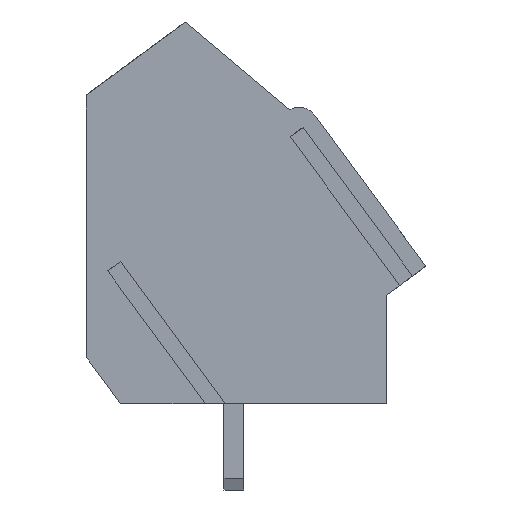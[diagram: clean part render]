
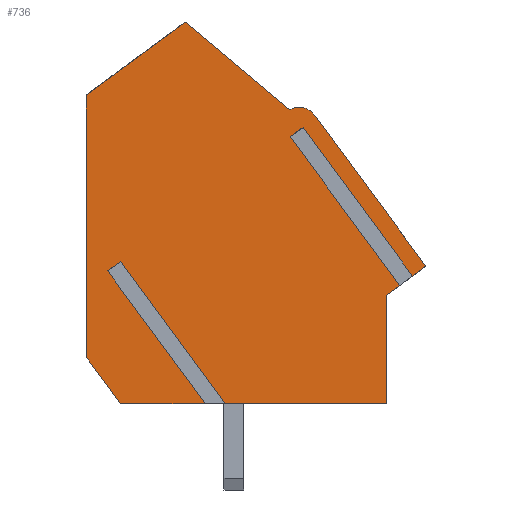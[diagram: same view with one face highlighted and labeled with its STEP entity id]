
A CAD part, left-side view. The second image highlights one B-rep face of the part: STEP entity #736.
In plain terms, the highlighted planar face has unit normal (-1, 0, 0).
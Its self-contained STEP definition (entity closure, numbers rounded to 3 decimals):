
#736=ADVANCED_FACE('',(#3773),#3775,.T.);
#3773=FACE_BOUND('',#3774,.T.);
#3774=EDGE_LOOP('',(#6299,#6300,#6301,#6302,#6303,#6304,#6305,#6306,#6307,#6308,
#6309,#6310,#6311,#6312,#6313,#6314,#6315));
#3775=PLANE('',#3776);
#3776=AXIS2_PLACEMENT_3D('',#3777,#3778,#3779);
#3777=CARTESIAN_POINT('',(-2.5,0.,0.));
#3778=DIRECTION('',(-1.,0.,0.));
#3779=DIRECTION('',(0.,0.,-1.));
#6299=ORIENTED_EDGE('',*,*,#8101,.T.);
#6300=ORIENTED_EDGE('',*,*,#8102,.T.);
#6301=ORIENTED_EDGE('',*,*,#8103,.T.);
#6302=ORIENTED_EDGE('',*,*,#8056,.T.);
#6303=ORIENTED_EDGE('',*,*,#8104,.T.);
#6304=ORIENTED_EDGE('',*,*,#8105,.T.);
#6305=ORIENTED_EDGE('',*,*,#8106,.T.);
#6306=ORIENTED_EDGE('',*,*,#8100,.T.);
#6307=ORIENTED_EDGE('',*,*,#8107,.T.);
#6308=ORIENTED_EDGE('',*,*,#8108,.T.);
#6309=ORIENTED_EDGE('',*,*,#8109,.T.);
#6310=ORIENTED_EDGE('',*,*,#8110,.T.);
#6311=ORIENTED_EDGE('',*,*,#8111,.T.);
#6312=ORIENTED_EDGE('',*,*,#8112,.T.);
#6313=ORIENTED_EDGE('',*,*,#8113,.T.);
#6314=ORIENTED_EDGE('',*,*,#8114,.T.);
#6315=ORIENTED_EDGE('',*,*,#8115,.T.);
#8056=EDGE_CURVE('',#8949,#8947,#8950,.T.);
#8100=EDGE_CURVE('',#8942,#9035,#9037,.T.);
#8101=EDGE_CURVE('',#9038,#9039,#9040,.F.);
#8102=EDGE_CURVE('',#9039,#9041,#9042,.T.);
#8103=EDGE_CURVE('',#9041,#8949,#9043,.T.);
#8104=EDGE_CURVE('',#8947,#9044,#9045,.F.);
#8105=EDGE_CURVE('',#9044,#9046,#9047,.T.);
#8106=EDGE_CURVE('',#9046,#8942,#9048,.F.);
#8107=EDGE_CURVE('',#9035,#9049,#9050,.T.);
#8108=EDGE_CURVE('',#9049,#9051,#9052,.T.);
#8109=EDGE_CURVE('',#9051,#9053,#9054,.T.);
#8110=EDGE_CURVE('',#9053,#9055,#9056,.T.);
#8111=EDGE_CURVE('',#9055,#9057,#9058,.T.);
#8112=EDGE_CURVE('',#9057,#9059,#9060,.T.);
#8113=EDGE_CURVE('',#9059,#9061,#9062,.T.);
#8114=EDGE_CURVE('',#9061,#9063,#9064,.F.);
#8115=EDGE_CURVE('',#9063,#9038,#9065,.T.);
#8942=VERTEX_POINT('',#10411);
#8947=VERTEX_POINT('',#10420);
#8949=VERTEX_POINT('',#10424);
#8950=LINE('',#10425,#10426);
#9035=VERTEX_POINT('',#10596);
#9037=LINE('',#10600,#10601);
#9038=VERTEX_POINT('',#10603);
#9039=VERTEX_POINT('',#10604);
#9040=LINE('',#10605,#10606);
#9041=VERTEX_POINT('',#10608);
#9042=LINE('',#10609,#10610);
#9043=LINE('',#10612,#10613);
#9044=VERTEX_POINT('',#10615);
#9045=LINE('',#10616,#10617);
#9046=VERTEX_POINT('',#10619);
#9047=LINE('',#10620,#10621);
#9048=LINE('',#10623,#10624);
#9049=VERTEX_POINT('',#10626);
#9050=LINE('',#10627,#10628);
#9051=VERTEX_POINT('',#10630);
#9052=CIRCLE('',#10631,0.8);
#9053=VERTEX_POINT('',#10635);
#9054=LINE('',#10636,#10637);
#9055=VERTEX_POINT('',#10639);
#9056=LINE('',#10640,#10641);
#9057=VERTEX_POINT('',#10643);
#9058=LINE('',#10644,#10645);
#9059=VERTEX_POINT('',#10647);
#9060=LINE('',#10648,#10649);
#9061=VERTEX_POINT('',#10651);
#9062=LINE('',#10652,#10653);
#9063=VERTEX_POINT('',#10655);
#9064=LINE('',#10656,#10657);
#9065=LINE('',#10659,#10660);
#10411=CARTESIAN_POINT('',(-2.5,-7.256,5.185));
#10420=CARTESIAN_POINT('',(-2.5,-6.732,4.8));
#10424=CARTESIAN_POINT('',(-2.5,-6.189,4.4));
#10425=CARTESIAN_POINT('',(-2.5,-6.189,4.4));
#10426=VECTOR('',#10427,1.);
#10427=DIRECTION('',(0.,-0.806,0.592));
#10596=CARTESIAN_POINT('',(-2.5,-7.8,5.585));
#10600=CARTESIAN_POINT('',(-2.5,-7.256,5.185));
#10601=VECTOR('',#10602,1.);
#10602=DIRECTION('',(0.,-0.806,0.592));
#10603=CARTESIAN_POINT('',(-2.5,4.599,5.778));
#10604=CARTESIAN_POINT('',(-2.5,0.351,0.));
#10605=CARTESIAN_POINT('',(-2.5,0.351,0.));
#10606=VECTOR('',#10607,1.);
#10607=DIRECTION('',(0.,0.592,0.806));
#10608=CARTESIAN_POINT('',(-2.5,-6.189,0.));
#10609=CARTESIAN_POINT('',(-2.5,0.351,0.));
#10610=VECTOR('',#10611,1.);
#10611=DIRECTION('',(0.,-1.,0.));
#10612=CARTESIAN_POINT('',(-2.5,-6.189,0.));
#10613=VECTOR('',#10614,1.);
#10614=DIRECTION('',(0.,0.,1.));
#10615=CARTESIAN_POINT('',(-2.5,-2.29,10.843));
#10616=CARTESIAN_POINT('',(-2.5,-2.29,10.843));
#10617=VECTOR('',#10618,1.);
#10618=DIRECTION('',(0.,-0.592,-0.806));
#10619=CARTESIAN_POINT('',(-2.5,-2.814,11.228));
#10620=CARTESIAN_POINT('',(-2.5,-2.29,10.843));
#10621=VECTOR('',#10622,1.);
#10622=DIRECTION('',(0.,-0.806,0.592));
#10623=CARTESIAN_POINT('',(-2.5,-7.256,5.185));
#10624=VECTOR('',#10625,1.);
#10625=DIRECTION('',(0.,0.592,0.806));
#10626=CARTESIAN_POINT('',(-2.5,-3.295,11.713));
#10627=CARTESIAN_POINT('',(-2.5,-7.8,5.585));
#10628=VECTOR('',#10629,1.);
#10629=DIRECTION('',(0.,0.592,0.806));
#10630=CARTESIAN_POINT('',(-2.5,-2.261,11.938));
#10631=AXIS2_PLACEMENT_3D('',#10632,#10633,#10634);
#10632=CARTESIAN_POINT('',(-2.5,-2.65,11.239));
#10633=DIRECTION('',(-1.,-0.,-0.));
#10634=DIRECTION('',(0.,-0.806,0.592));
#10635=CARTESIAN_POINT('',(-2.5,1.971,15.5));
#10636=CARTESIAN_POINT('',(-2.5,-2.261,11.938));
#10637=VECTOR('',#10638,1.);
#10638=DIRECTION('',(0.,0.765,0.644));
#10639=CARTESIAN_POINT('',(-2.5,6.,12.538));
#10640=CARTESIAN_POINT('',(-2.5,1.971,15.5));
#10641=VECTOR('',#10642,1.);
#10642=DIRECTION('',(0.,0.806,-0.592));
#10643=CARTESIAN_POINT('',(-2.5,6.,1.902));
#10644=CARTESIAN_POINT('',(-2.5,6.,12.538));
#10645=VECTOR('',#10646,1.);
#10646=DIRECTION('',(0.,0.,-1.));
#10647=CARTESIAN_POINT('',(-2.5,4.602,0.));
#10648=CARTESIAN_POINT('',(-2.5,6.,1.902));
#10649=VECTOR('',#10650,1.);
#10650=DIRECTION('',(0.,-0.592,-0.806));
#10651=CARTESIAN_POINT('',(-2.5,1.158,0.));
#10652=CARTESIAN_POINT('',(-2.5,4.602,0.));
#10653=VECTOR('',#10654,1.);
#10654=DIRECTION('',(0.,-1.,0.));
#10655=CARTESIAN_POINT('',(-2.5,5.122,5.393));
#10656=CARTESIAN_POINT('',(-2.5,5.122,5.393));
#10657=VECTOR('',#10658,1.);
#10658=DIRECTION('',(0.,-0.592,-0.806));
#10659=CARTESIAN_POINT('',(-2.5,5.122,5.393));
#10660=VECTOR('',#10661,1.);
#10661=DIRECTION('',(0.,-0.806,0.592));
